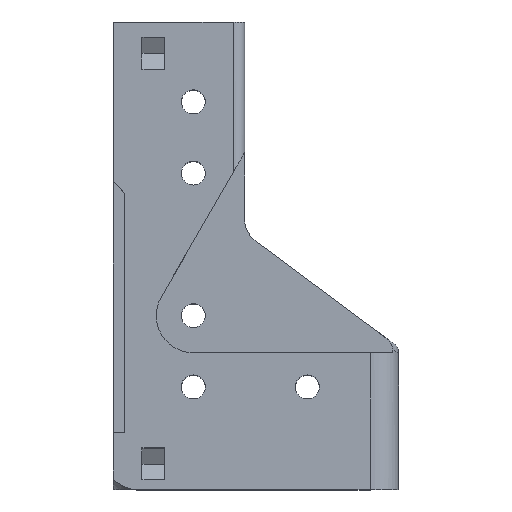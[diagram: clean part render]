
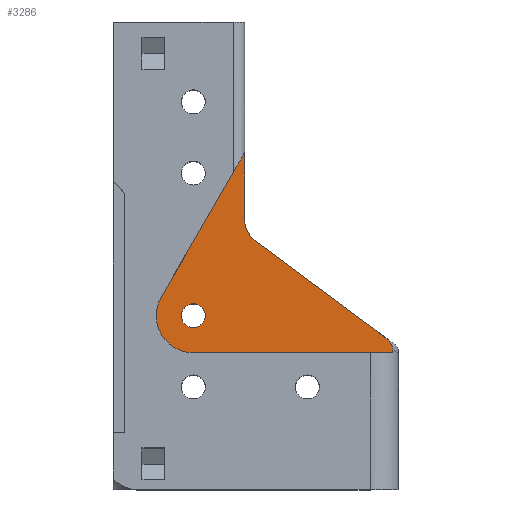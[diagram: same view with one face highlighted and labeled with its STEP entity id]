
A CAD part, top view. The second image highlights one B-rep face of the part: STEP entity #3286.
In plain terms, the highlighted planar face has unit normal (0, 0, 1).
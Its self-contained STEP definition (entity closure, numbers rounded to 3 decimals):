
#131 = CARTESIAN_POINT ( 'NONE',  ( 48.591, 25.693, 20. ) ) ;
#153 = DIRECTION ( 'NONE',  ( 1., 0., 0. ) ) ;
#210 = AXIS2_PLACEMENT_3D ( 'NONE', #2497, #771, #153 ) ;
#436 = LINE ( 'NONE', #6959, #1451 ) ;
#439 = CARTESIAN_POINT ( 'NONE',  ( 14., 30.5, 20. ) ) ;
#482 = CIRCLE ( 'NONE', #2759, 2.1 ) ;
#537 = VERTEX_POINT ( 'NONE', #3651 ) ;
#585 = VECTOR ( 'NONE', #6975, 1000. ) ;
#606 = EDGE_CURVE ( 'NONE', #2394, #1617, #3529, .T. ) ;
#730 = CARTESIAN_POINT ( 'NONE',  ( 8.371, 33.75, 20. ) ) ;
#771 = DIRECTION ( 'NONE',  ( 0., 0., 1. ) ) ;
#906 = ORIENTED_EDGE ( 'NONE', *, *, #4562, .F. ) ;
#993 = CIRCLE ( 'NONE', #3067, 6.5 ) ;
#1044 = EDGE_LOOP ( 'NONE', ( #3408, #3612, #4077, #5801, #4011, #7440, #6653, #7582 ) ) ;
#1082 = DIRECTION ( 'NONE',  ( 1., 0., 0. ) ) ;
#1186 = EDGE_CURVE ( 'NONE', #2501, #6185, #6564, .T. ) ;
#1192 = CARTESIAN_POINT ( 'NONE',  ( 11.9, 30.5, 20. ) ) ;
#1288 = CARTESIAN_POINT ( 'NONE',  ( 48.969, 24.819, 20. ) ) ;
#1451 = VECTOR ( 'NONE', #4537, 1000. ) ;
#1611 = CARTESIAN_POINT ( 'NONE',  ( 14., 30.5, 20. ) ) ;
#1617 = VERTEX_POINT ( 'NONE', #7628 ) ;
#1776 = CARTESIAN_POINT ( 'NONE',  ( 75.488, 24., 20. ) ) ;
#1856 = CARTESIAN_POINT ( 'NONE',  ( 23., 47.519, 20. ) ) ;
#1863 = CARTESIAN_POINT ( 'NONE',  ( 28., 47.519, 20. ) ) ;
#1905 = CARTESIAN_POINT ( 'NONE',  ( 47.695, 26.676, 20. ) ) ;
#1958 = CARTESIAN_POINT ( 'NONE',  ( 46.8, 27.372, 20. ) ) ;
#2191 = EDGE_CURVE ( 'NONE', #537, #2394, #993, .T. ) ;
#2246 = EDGE_CURVE ( 'NONE', #6658, #3410, #6111, .T. ) ;
#2394 = VERTEX_POINT ( 'NONE', #730 ) ;
#2486 = DIRECTION ( 'NONE',  ( 0.5, 0.866, 0. ) ) ;
#2497 = CARTESIAN_POINT ( 'NONE',  ( 14., 30.5, 20. ) ) ;
#2501 = VERTEX_POINT ( 'NONE', #3911 ) ;
#2502 = CARTESIAN_POINT ( 'NONE',  ( 47.4, 26.912, 20. ) ) ;
#2716 = EDGE_CURVE ( 'NONE', #3410, #2501, #436, .T. ) ;
#2759 = AXIS2_PLACEMENT_3D ( 'NONE', #4035, #7442, #1082 ) ;
#2812 = VERTEX_POINT ( 'NONE', #1192 ) ;
#2869 = VECTOR ( 'NONE', #4087, 1000. ) ;
#2900 = EDGE_CURVE ( 'NONE', #1617, #6658, #7018, .T. ) ;
#2961 = EDGE_LOOP ( 'NONE', ( #906, #4329 ) ) ;
#3067 = AXIS2_PLACEMENT_3D ( 'NONE', #1611, #4022, #7310 ) ;
#3106 = CARTESIAN_POINT ( 'NONE',  ( 48.78, 25.362, 20. ) ) ;
#3137 = CARTESIAN_POINT ( 'NONE',  ( 46.19, 27.822, 20. ) ) ;
#3221 = CARTESIAN_POINT ( 'NONE',  ( 49., 24., 20. ) ) ;
#3286 = ADVANCED_FACE ( 'NONE', ( #7113, #4805 ), #3475, .T. ) ;
#3408 = ORIENTED_EDGE ( 'NONE', *, *, #1186, .F. ) ;
#3410 = VERTEX_POINT ( 'NONE', #7100 ) ;
#3475 = PLANE ( 'NONE',  #5629 ) ;
#3529 = LINE ( 'NONE', #6680, #7613 ) ;
#3612 = ORIENTED_EDGE ( 'NONE', *, *, #2716, .F. ) ;
#3651 = CARTESIAN_POINT ( 'NONE',  ( 14., 24., 20. ) ) ;
#3693 = CARTESIAN_POINT ( 'NONE',  ( 46.495, 27.597, 20. ) ) ;
#3911 = CARTESIAN_POINT ( 'NONE',  ( 46.19, 27.822, 20. ) ) ;
#3987 = AXIS2_PLACEMENT_3D ( 'NONE', #1863, #4749, #4245 ) ;
#4011 = ORIENTED_EDGE ( 'NONE', *, *, #606, .F. ) ;
#4022 = DIRECTION ( 'NONE',  ( 0., 0., -1. ) ) ;
#4035 = CARTESIAN_POINT ( 'NONE',  ( 14., 30.5, 20. ) ) ;
#4077 = ORIENTED_EDGE ( 'NONE', *, *, #2246, .F. ) ;
#4087 = DIRECTION ( 'NONE',  ( -1., 0., 0. ) ) ;
#4101 = VERTEX_POINT ( 'NONE', #3221 ) ;
#4245 = DIRECTION ( 'NONE',  ( 1., 0., 0. ) ) ;
#4258 = CARTESIAN_POINT ( 'NONE',  ( 23., 47.519, 20. ) ) ;
#4288 = CARTESIAN_POINT ( 'NONE',  ( 49., 24.437, 20. ) ) ;
#4329 = ORIENTED_EDGE ( 'NONE', *, *, #5407, .F. ) ;
#4350 = CARTESIAN_POINT ( 'NONE',  ( 49., 24.437, 20. ) ) ;
#4442 = VECTOR ( 'NONE', #6002, 1000. ) ;
#4537 = DIRECTION ( 'NONE',  ( 0.804, -0.595, 0. ) ) ;
#4562 = EDGE_CURVE ( 'NONE', #6263, #2812, #4684, .T. ) ;
#4684 = CIRCLE ( 'NONE', #210, 2.1 ) ;
#4749 = DIRECTION ( 'NONE',  ( 0., 0., 1. ) ) ;
#4805 = FACE_OUTER_BOUND ( 'NONE', #1044, .T. ) ;
#4832 = EDGE_CURVE ( 'NONE', #6185, #4101, #5509, .T. ) ;
#4951 = CARTESIAN_POINT ( 'NONE',  ( 49., 24.631, 20. ) ) ;
#5188 = DIRECTION ( 'NONE',  ( 0., 0., 1. ) ) ;
#5407 = EDGE_CURVE ( 'NONE', #2812, #6263, #482, .T. ) ;
#5491 = CARTESIAN_POINT ( 'NONE',  ( 16.1, 30.5, 20. ) ) ;
#5509 = LINE ( 'NONE', #6385, #585 ) ;
#5629 = AXIS2_PLACEMENT_3D ( 'NONE', #439, #5188, #6382 ) ;
#5801 = ORIENTED_EDGE ( 'NONE', *, *, #2900, .F. ) ;
#6002 = DIRECTION ( 'NONE',  ( 0., -1., 0. ) ) ;
#6056 = CARTESIAN_POINT ( 'NONE',  ( 48.859, 25.185, 20. ) ) ;
#6111 = CIRCLE ( 'NONE', #3987, 5. ) ;
#6185 = VERTEX_POINT ( 'NONE', #4350 ) ;
#6263 = VERTEX_POINT ( 'NONE', #5491 ) ;
#6382 = DIRECTION ( 'NONE',  ( -1., 0., 0. ) ) ;
#6385 = CARTESIAN_POINT ( 'NONE',  ( 49., 47.519, 20. ) ) ;
#6564 = B_SPLINE_CURVE_WITH_KNOTS ( 'NONE', 3,
 ( #3137, #3693, #1958, #2502, #1905, #7349, #7290, #7320, #131, #3106, #6056, #1288, #4951, #4288 ),
 .UNSPECIFIED., .F., .F.,
 ( 4, 2, 2, 2, 2, 2, 4 ),
 ( 0., 0.001, 0.002, 0.003, 0.003, 0.004, 0.005 ),
 .UNSPECIFIED. ) ;
#6653 = ORIENTED_EDGE ( 'NONE', *, *, #7137, .F. ) ;
#6658 = VERTEX_POINT ( 'NONE', #1856 ) ;
#6680 = CARTESIAN_POINT ( 'NONE',  ( 8.371, 33.75, 20. ) ) ;
#6867 = LINE ( 'NONE', #1776, #2869 ) ;
#6959 = CARTESIAN_POINT ( 'NONE',  ( 45., 28.704, 20. ) ) ;
#6975 = DIRECTION ( 'NONE',  ( 0., -1., 0. ) ) ;
#7018 = LINE ( 'NONE', #4258, #4442 ) ;
#7100 = CARTESIAN_POINT ( 'NONE',  ( 25.024, 43.501, 20. ) ) ;
#7113 = FACE_BOUND ( 'NONE', #2961, .T. ) ;
#7137 = EDGE_CURVE ( 'NONE', #4101, #537, #6867, .T. ) ;
#7290 = CARTESIAN_POINT ( 'NONE',  ( 48.236, 26.145, 20. ) ) ;
#7310 = DIRECTION ( 'NONE',  ( -1., 0., 0. ) ) ;
#7320 = CARTESIAN_POINT ( 'NONE',  ( 48.48, 25.849, 20. ) ) ;
#7349 = CARTESIAN_POINT ( 'NONE',  ( 48.105, 26.283, 20. ) ) ;
#7440 = ORIENTED_EDGE ( 'NONE', *, *, #2191, .F. ) ;
#7442 = DIRECTION ( 'NONE',  ( 0., 0., 1. ) ) ;
#7582 = ORIENTED_EDGE ( 'NONE', *, *, #4832, .F. ) ;
#7613 = VECTOR ( 'NONE', #2486, 1000. ) ;
#7628 = CARTESIAN_POINT ( 'NONE',  ( 23., 59.088, 20. ) ) ;
